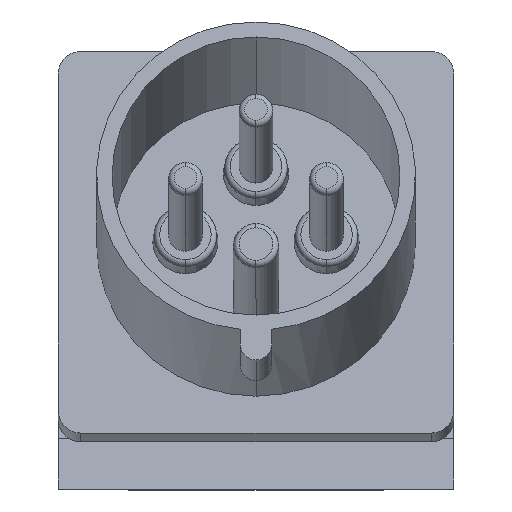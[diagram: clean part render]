
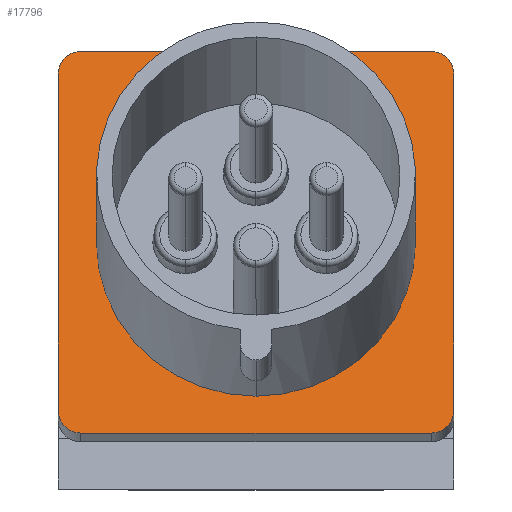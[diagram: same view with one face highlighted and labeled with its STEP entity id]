
A CAD part, top view. The second image highlights one B-rep face of the part: STEP entity #17796.
In plain terms, the highlighted planar face has unit normal (0, 0.259, 0.966).
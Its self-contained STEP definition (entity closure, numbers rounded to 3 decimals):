
#69 = DIRECTION ( 'NONE',  ( -1., 0., 0. ) ) ;
#198 = LINE ( 'NONE', #1528, #4734 ) ;
#733 = VERTEX_POINT ( 'NONE', #16818 ) ;
#920 = EDGE_LOOP ( 'NONE', ( #17343, #8589 ) ) ;
#1528 = CARTESIAN_POINT ( 'NONE',  ( -35., 9.938, 89.049 ) ) ;
#1596 = DIRECTION ( 'NONE',  ( 0., 0.259, 0.966 ) ) ;
#1691 = EDGE_CURVE ( 'NONE', #733, #10359, #11553, .T. ) ;
#1882 = CARTESIAN_POINT ( 'NONE',  ( 0., 71.033, 72.678 ) ) ;
#2205 = PLANE ( 'NONE',  #12136 ) ;
#2242 = EDGE_CURVE ( 'NONE', #17733, #10957, #18265, .T. ) ;
#2273 = CIRCLE ( 'NONE', #2388, 4. ) ;
#2382 = AXIS2_PLACEMENT_3D ( 'NONE', #12561, #3412, #14124 ) ;
#2388 = AXIS2_PLACEMENT_3D ( 'NONE', #16160, #6970, #17713 ) ;
#2796 = FACE_OUTER_BOUND ( 'NONE', #7178, .T. ) ;
#2808 = CARTESIAN_POINT ( 'NONE',  ( -31., 9.938, 89.049 ) ) ;
#2845 = CIRCLE ( 'NONE', #10428, 4. ) ;
#3026 = CIRCLE ( 'NONE', #5576, 4. ) ;
#3171 = ORIENTED_EDGE ( 'NONE', *, *, #1691, .T. ) ;
#3412 = DIRECTION ( 'NONE',  ( 0., 0.259, 0.966 ) ) ;
#3595 = CARTESIAN_POINT ( 'NONE',  ( 0., 43.746, 79.99 ) ) ;
#3601 = LINE ( 'NONE', #18423, #19405 ) ;
#3654 = ORIENTED_EDGE ( 'NONE', *, *, #9572, .T. ) ;
#3742 = DIRECTION ( 'NONE',  ( 0., -0.966, 0.259 ) ) ;
#3778 = DIRECTION ( 'NONE',  ( 0., 0.259, 0.966 ) ) ;
#4004 = VERTEX_POINT ( 'NONE', #1882 ) ;
#4344 = EDGE_CURVE ( 'NONE', #10957, #18434, #2845, .T. ) ;
#4734 = VECTOR ( 'NONE', #10382, 1000. ) ;
#5124 = DIRECTION ( 'NONE',  ( 0., -0.966, 0.259 ) ) ;
#5469 = CARTESIAN_POINT ( 'NONE',  ( -31., 77.553, 70.931 ) ) ;
#5576 = AXIS2_PLACEMENT_3D ( 'NONE', #10777, #1596, #12314 ) ;
#5658 = CARTESIAN_POINT ( 'NONE',  ( -35., 77.553, 70.931 ) ) ;
#6107 = VERTEX_POINT ( 'NONE', #2808 ) ;
#6109 = ORIENTED_EDGE ( 'NONE', *, *, #13925, .T. ) ;
#6563 = CIRCLE ( 'NONE', #8179, 28.25 ) ;
#6809 = CARTESIAN_POINT ( 'NONE',  ( 31., 9.938, 89.049 ) ) ;
#6970 = DIRECTION ( 'NONE',  ( 0., 0.259, 0.966 ) ) ;
#6987 = CIRCLE ( 'NONE', #16623, 28.25 ) ;
#7136 = DIRECTION ( 'NONE',  ( 0., 0.259, 0.966 ) ) ;
#7178 = EDGE_LOOP ( 'NONE', ( #3171, #3654, #7512, #18740, #11390, #11334, #8071, #6109 ) ) ;
#7477 = VECTOR ( 'NONE', #11893, 1000. ) ;
#7512 = ORIENTED_EDGE ( 'NONE', *, *, #16675, .T. ) ;
#7823 = FACE_BOUND ( 'NONE', #920, .T. ) ;
#8071 = ORIENTED_EDGE ( 'NONE', *, *, #14607, .T. ) ;
#8120 = VERTEX_POINT ( 'NONE', #19667 ) ;
#8179 = AXIS2_PLACEMENT_3D ( 'NONE', #16335, #7136, #17877 ) ;
#8589 = ORIENTED_EDGE ( 'NONE', *, *, #12713, .F. ) ;
#9139 = CIRCLE ( 'NONE', #2382, 4. ) ;
#9572 = EDGE_CURVE ( 'NONE', #10359, #6107, #2273, .T. ) ;
#9847 = CARTESIAN_POINT ( 'NONE',  ( 0., 22.928, 85.568 ) ) ;
#9998 = DIRECTION ( 'NONE',  ( 0., 0.966, -0.259 ) ) ;
#10359 = VERTEX_POINT ( 'NONE', #14752 ) ;
#10382 = DIRECTION ( 'NONE',  ( 1., 0., 0. ) ) ;
#10428 = AXIS2_PLACEMENT_3D ( 'NONE', #12957, #3778, #14505 ) ;
#10777 = CARTESIAN_POINT ( 'NONE',  ( 31., 13.802, 88.013 ) ) ;
#10957 = VERTEX_POINT ( 'NONE', #15527 ) ;
#11334 = ORIENTED_EDGE ( 'NONE', *, *, #4344, .T. ) ;
#11390 = ORIENTED_EDGE ( 'NONE', *, *, #2242, .T. ) ;
#11553 = LINE ( 'NONE', #5658, #7477 ) ;
#11893 = DIRECTION ( 'NONE',  ( 0., -0.966, 0.259 ) ) ;
#12136 = AXIS2_PLACEMENT_3D ( 'NONE', #9847, #12910, #3742 ) ;
#12314 = DIRECTION ( 'NONE',  ( 0., -0.966, 0.259 ) ) ;
#12561 = CARTESIAN_POINT ( 'NONE',  ( -31., 73.689, 71.967 ) ) ;
#12713 = EDGE_CURVE ( 'NONE', #8120, #4004, #6987, .T. ) ;
#12910 = DIRECTION ( 'NONE',  ( 0., 0.259, 0.966 ) ) ;
#12957 = CARTESIAN_POINT ( 'NONE',  ( 31., 73.689, 71.967 ) ) ;
#13772 = CARTESIAN_POINT ( 'NONE',  ( 31., 77.553, 70.931 ) ) ;
#13925 = EDGE_CURVE ( 'NONE', #16065, #733, #9139, .T. ) ;
#14124 = DIRECTION ( 'NONE',  ( 0., -0.966, 0.259 ) ) ;
#14312 = DIRECTION ( 'NONE',  ( 0., 0.259, 0.966 ) ) ;
#14505 = DIRECTION ( 'NONE',  ( 0., -0.966, 0.259 ) ) ;
#14607 = EDGE_CURVE ( 'NONE', #18434, #16065, #3601, .T. ) ;
#14752 = CARTESIAN_POINT ( 'NONE',  ( -35., 13.802, 88.013 ) ) ;
#15527 = CARTESIAN_POINT ( 'NONE',  ( 35., 73.689, 71.967 ) ) ;
#16065 = VERTEX_POINT ( 'NONE', #5469 ) ;
#16160 = CARTESIAN_POINT ( 'NONE',  ( -31., 13.802, 88.013 ) ) ;
#16335 = CARTESIAN_POINT ( 'NONE',  ( 0., 43.746, 79.99 ) ) ;
#16623 = AXIS2_PLACEMENT_3D ( 'NONE', #3595, #14312, #5124 ) ;
#16675 = EDGE_CURVE ( 'NONE', #6107, #19081, #198, .T. ) ;
#16818 = CARTESIAN_POINT ( 'NONE',  ( -35., 73.689, 71.967 ) ) ;
#17343 = ORIENTED_EDGE ( 'NONE', *, *, #19195, .F. ) ;
#17637 = CARTESIAN_POINT ( 'NONE',  ( 35., 77.553, 70.931 ) ) ;
#17713 = DIRECTION ( 'NONE',  ( 0., -0.966, 0.259 ) ) ;
#17733 = VERTEX_POINT ( 'NONE', #18961 ) ;
#17796 = ADVANCED_FACE ( 'NONE', ( #2796, #7823 ), #2205, .T. ) ;
#17877 = DIRECTION ( 'NONE',  ( 0., -0.966, 0.259 ) ) ;
#18097 = EDGE_CURVE ( 'NONE', #19081, #17733, #3026, .T. ) ;
#18265 = LINE ( 'NONE', #17637, #18746 ) ;
#18423 = CARTESIAN_POINT ( 'NONE',  ( -35., 77.553, 70.931 ) ) ;
#18434 = VERTEX_POINT ( 'NONE', #13772 ) ;
#18740 = ORIENTED_EDGE ( 'NONE', *, *, #18097, .T. ) ;
#18746 = VECTOR ( 'NONE', #9998, 1000. ) ;
#18961 = CARTESIAN_POINT ( 'NONE',  ( 35., 13.802, 88.013 ) ) ;
#19081 = VERTEX_POINT ( 'NONE', #6809 ) ;
#19195 = EDGE_CURVE ( 'NONE', #4004, #8120, #6563, .T. ) ;
#19405 = VECTOR ( 'NONE', #69, 1000. ) ;
#19667 = CARTESIAN_POINT ( 'NONE',  ( 0., 16.458, 87.302 ) ) ;
